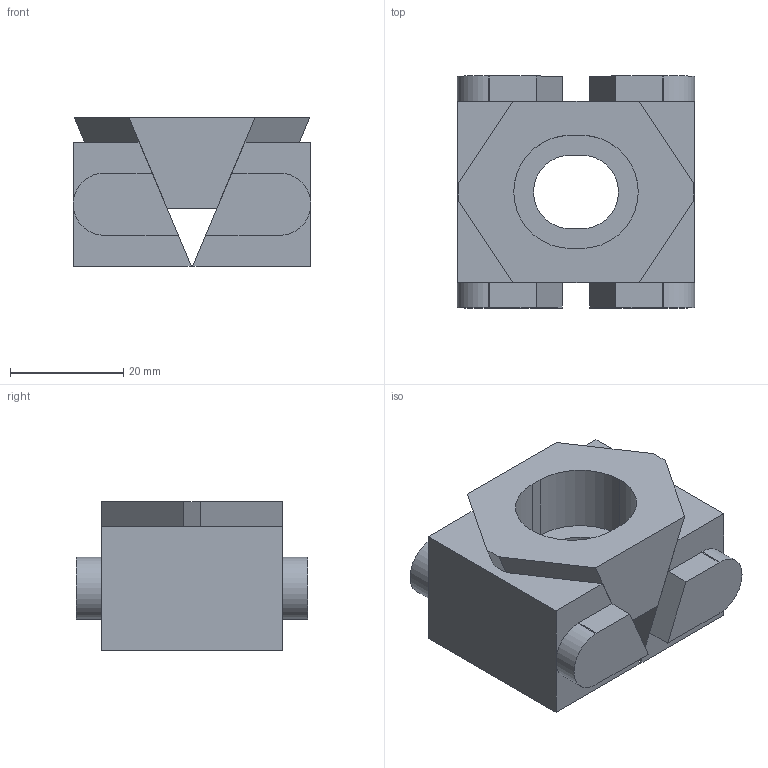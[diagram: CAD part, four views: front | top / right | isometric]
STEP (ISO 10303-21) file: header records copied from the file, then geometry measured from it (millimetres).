
FILE_DESCRIPTION (( 'STEP AP203' ), '1' );
FILE_NAME ('dk2-vt.STEP', '2021-10-21T07:54:10', ( '' ), ( '' ), 'SwSTEP 2.0', 'SolidWorks 2020', '' );
FILE_SCHEMA (( 'CONFIG_CONTROL_DESIGN' ));
Length unit declared in the file: millimetre
Products named in the file (4): dk2-vt_03; dk2-vt; dk2-vt_01; dk2-vt_02
Assembly tree (3 placements, depth 2):
  dk2-vt
    dk2-vt_01
    dk2-vt_02
    dk2-vt_03
Bounding box: 42 x 41 x 26.33 mm (x, y, z)
Volume: 26990.6 mm3; surface area: 11054 mm2
Topology: 3 solids, 3 shells, 69 faces, 190 edges, 128 vertices
Faces by surface type: plane 51, cylinder 18
Entity records: 2630 total; most frequent: CARTESIAN_POINT 441, ORIENTED_EDGE 380, DIRECTION 364, EDGE_CURVE 190, LINE 134, VECTOR 134, VERTEX_POINT 128, AXIS2_PLACEMENT_3D 115
